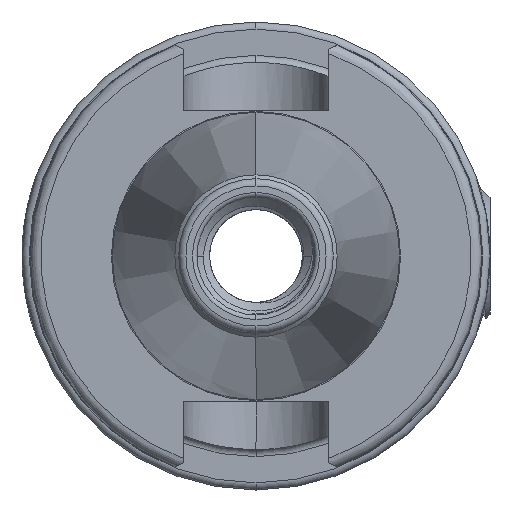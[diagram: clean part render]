
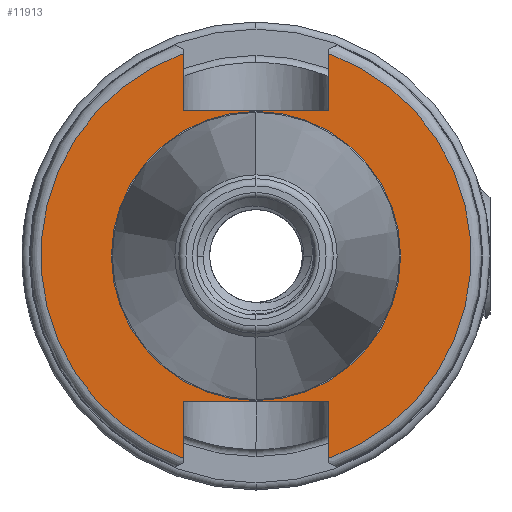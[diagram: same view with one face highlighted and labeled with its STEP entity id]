
A CAD part, left-side view. The second image highlights one B-rep face of the part: STEP entity #11913.
In plain terms, the highlighted planar face has unit normal (-1, 0, 0).
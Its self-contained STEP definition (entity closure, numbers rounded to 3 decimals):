
#3450 = CARTESIAN_POINT ( 'NONE',  ( -4., 0., 0. ) ) ;
#3460 = DIRECTION ( 'NONE',  ( -1., 0., 0. ) ) ;
#3482 = DIRECTION ( 'NONE',  ( 0., 0., 1. ) ) ;
#4010 = CARTESIAN_POINT ( 'NONE',  ( -4., 8.075, 26. ) ) ;
#4011 = DIRECTION ( 'NONE',  ( 0., 0., -1. ) ) ;
#4239 = CARTESIAN_POINT ( 'NONE',  ( -4., -8.075, -26. ) ) ;
#4246 = DIRECTION ( 'NONE',  ( 0., 0., 1. ) ) ;
#4477 = FACE_OUTER_BOUND ( 'NONE', #16612, .T. ) ;
#4495 = FACE_BOUND ( 'NONE', #16556, .T. ) ;
#4694 = EDGE_CURVE ( 'NONE', #16019, #16030, #16673, .T. ) ;
#4786 = EDGE_CURVE ( 'NONE', #16019, #16028, #11161, .T. ) ;
#4799 = EDGE_CURVE ( 'NONE', #16045, #16044, #11165, .T. ) ;
#4815 = EDGE_CURVE ( 'NONE', #16030, #16064, #11325, .T. ) ;
#4822 = EDGE_CURVE ( 'NONE', #15933, #15923, #11397, .T. ) ;
#4826 = EDGE_CURVE ( 'NONE', #16053, #16050, #11411, .T. ) ;
#4835 = EDGE_CURVE ( 'NONE', #16064, #16044, #11364, .T. ) ;
#4855 = EDGE_CURVE ( 'NONE', #16028, #16050, #11738, .T. ) ;
#4857 = EDGE_CURVE ( 'NONE', #16045, #16053, #11741, .T. ) ;
#5034 = EDGE_CURVE ( 'NONE', #15923, #15933, #10911, .T. ) ;
#5144 = AXIS2_PLACEMENT_3D ( 'NONE', #3450, #3460, #3482 ) ;
#5174 = AXIS2_PLACEMENT_3D ( 'NONE', #5633, #5596, #5594 ) ;
#5193 = AXIS2_PLACEMENT_3D ( 'NONE', #6016, #5999, #6013 ) ;
#5215 = AXIS2_PLACEMENT_3D ( 'NONE', #7865, #7841, #7879 ) ;
#5547 = DIRECTION ( 'NONE',  ( 0., 0., 1. ) ) ;
#5594 = DIRECTION ( 'NONE',  ( 0., 0., 1. ) ) ;
#5596 = DIRECTION ( 'NONE',  ( -1., 0., 0. ) ) ;
#5611 = CARTESIAN_POINT ( 'NONE',  ( -4., -8.075, 26. ) ) ;
#5624 = DIRECTION ( 'NONE',  ( 0., 0., -1. ) ) ;
#5633 = CARTESIAN_POINT ( 'NONE',  ( -4., 0., 0. ) ) ;
#5833 = CARTESIAN_POINT ( 'NONE',  ( -4., -8.075, -16.2 ) ) ;
#5854 = DIRECTION ( 'NONE',  ( 0., -1., 0. ) ) ;
#5929 = DIRECTION ( 'NONE',  ( 0., -1., 0. ) ) ;
#5956 = CARTESIAN_POINT ( 'NONE',  ( -4., -8.075, 16.2 ) ) ;
#5999 = DIRECTION ( 'NONE',  ( -1., 0., 0. ) ) ;
#6013 = DIRECTION ( 'NONE',  ( 0., 0., 1. ) ) ;
#6016 = CARTESIAN_POINT ( 'NONE',  ( -4., 0., 0. ) ) ;
#6534 = CARTESIAN_POINT ( 'NONE',  ( -4., 8.075, -26. ) ) ;
#6654 = PLANE ( 'NONE',  #8600 ) ;
#6665 = CARTESIAN_POINT ( 'NONE',  ( -4., -8.075, -16.2 ) ) ;
#6675 = DIRECTION ( 'NONE',  ( 1., 0., 0. ) ) ;
#6676 = DIRECTION ( 'NONE',  ( 0., 0., -1. ) ) ;
#6684 = CARTESIAN_POINT ( 'NONE',  ( -4., 16.062, 0. ) ) ;
#6773 = CARTESIAN_POINT ( 'NONE',  ( -4., 0., -16.062 ) ) ;
#6790 = CARTESIAN_POINT ( 'NONE',  ( -4., 0., 16.062 ) ) ;
#6826 = CARTESIAN_POINT ( 'NONE',  ( -4., 8.075, 16.2 ) ) ;
#6845 = CARTESIAN_POINT ( 'NONE',  ( -4., 8.075, 22.495 ) ) ;
#6846 = CARTESIAN_POINT ( 'NONE',  ( -4., 8.075, -22.495 ) ) ;
#7312 = CARTESIAN_POINT ( 'NONE',  ( -4., -8.075, 22.495 ) ) ;
#7341 = CARTESIAN_POINT ( 'NONE',  ( -4., -8.075, 16.2 ) ) ;
#7389 = CARTESIAN_POINT ( 'NONE',  ( -4., 8.075, -16.2 ) ) ;
#7841 = DIRECTION ( 'NONE',  ( -1., 0., 0. ) ) ;
#7865 = CARTESIAN_POINT ( 'NONE',  ( -4., 0., 0. ) ) ;
#7879 = DIRECTION ( 'NONE',  ( 0., 0., 1. ) ) ;
#8600 = AXIS2_PLACEMENT_3D ( 'NONE', #6684, #6675, #6676 ) ;
#10911 = CIRCLE ( 'NONE', #5215, 16.062 ) ;
#11161 = LINE ( 'NONE', #4010, #11209 ) ;
#11165 = LINE ( 'NONE', #4239, #11234 ) ;
#11209 = VECTOR ( 'NONE', #4011, 1000. ) ;
#11234 = VECTOR ( 'NONE', #4246, 1000. ) ;
#11294 = VECTOR ( 'NONE', #5547, 1000. ) ;
#11325 = LINE ( 'NONE', #6534, #11294 ) ;
#11364 = LINE ( 'NONE', #5833, #11370 ) ;
#11370 = VECTOR ( 'NONE', #5854, 1000. ) ;
#11397 = CIRCLE ( 'NONE', #5174, 16.062 ) ;
#11411 = LINE ( 'NONE', #5611, #11414 ) ;
#11414 = VECTOR ( 'NONE', #5624, 1000. ) ;
#11738 = LINE ( 'NONE', #5956, #11739 ) ;
#11739 = VECTOR ( 'NONE', #5929, 1000. ) ;
#11741 = CIRCLE ( 'NONE', #5193, 23.9 ) ;
#11913 = ADVANCED_FACE ( 'NONE', ( #4477, #4495 ), #6654, .F. ) ;
#15300 = CARTESIAN_POINT ( 'NONE',  ( -4., -8.075, -22.495 ) ) ;
#15923 = VERTEX_POINT ( 'NONE', #6773 ) ;
#15933 = VERTEX_POINT ( 'NONE', #6790 ) ;
#16019 = VERTEX_POINT ( 'NONE', #6845 ) ;
#16028 = VERTEX_POINT ( 'NONE', #6826 ) ;
#16030 = VERTEX_POINT ( 'NONE', #6846 ) ;
#16044 = VERTEX_POINT ( 'NONE', #6665 ) ;
#16045 = VERTEX_POINT ( 'NONE', #15300 ) ;
#16050 = VERTEX_POINT ( 'NONE', #7341 ) ;
#16053 = VERTEX_POINT ( 'NONE', #7312 ) ;
#16064 = VERTEX_POINT ( 'NONE', #7389 ) ;
#16068 = ORIENTED_EDGE ( 'NONE', *, *, #4815, .T. ) ;
#16069 = ORIENTED_EDGE ( 'NONE', *, *, #5034, .F. ) ;
#16072 = ORIENTED_EDGE ( 'NONE', *, *, #4799, .F. ) ;
#16073 = ORIENTED_EDGE ( 'NONE', *, *, #4855, .F. ) ;
#16082 = ORIENTED_EDGE ( 'NONE', *, *, #4826, .T. ) ;
#16089 = ORIENTED_EDGE ( 'NONE', *, *, #4857, .T. ) ;
#16092 = ORIENTED_EDGE ( 'NONE', *, *, #4694, .T. ) ;
#16105 = ORIENTED_EDGE ( 'NONE', *, *, #4822, .F. ) ;
#16113 = ORIENTED_EDGE ( 'NONE', *, *, #4786, .F. ) ;
#16116 = ORIENTED_EDGE ( 'NONE', *, *, #4835, .T. ) ;
#16556 = EDGE_LOOP ( 'NONE', ( #16105, #16069 ) ) ;
#16612 = EDGE_LOOP ( 'NONE', ( #16092, #16068, #16116, #16072, #16089, #16082, #16073, #16113 ) ) ;
#16673 = CIRCLE ( 'NONE', #5144, 23.9 ) ;
